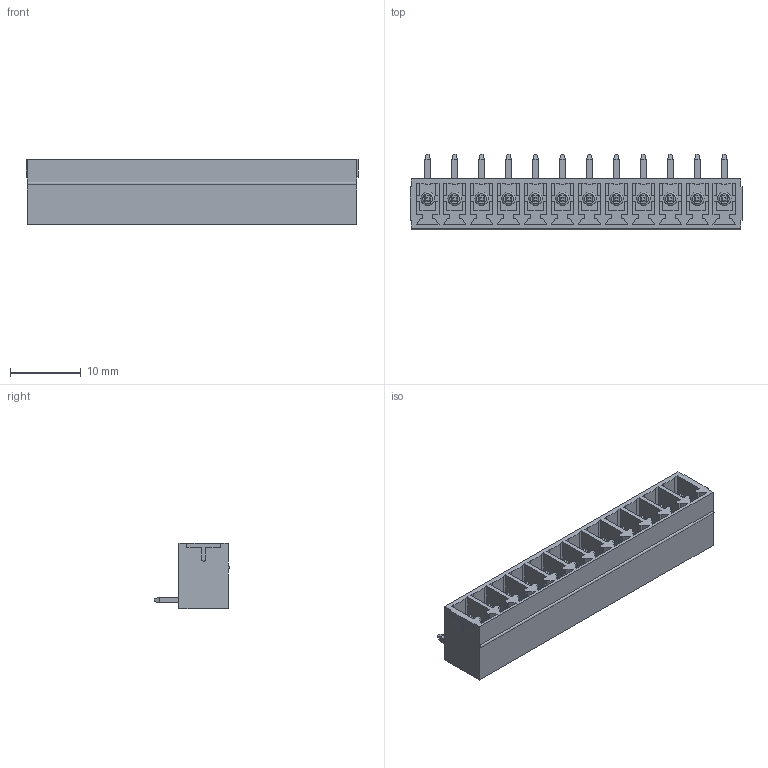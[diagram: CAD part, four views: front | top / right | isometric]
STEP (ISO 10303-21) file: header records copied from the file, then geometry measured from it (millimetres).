
FILE_DESCRIPTION( ( 'Unknown' ), '1' );
FILE_NAME( '691322310012.stp', 'Unknown', ( 'Unknown' ), ( 'Unknown' ), 'PSStep 18.0.17', 'Unknown', ' ' );
FILE_SCHEMA( ( 'AUTOMOTIVE_DESIGN { 1 0 10303 214 1 1 1 1 }' ) );
Length unit declared in the file: millimetre
Products named in the file (3): Assem1; 6913223100xx_PIN; 691322310012
Assembly tree (13 placements, depth 2):
  Assem1
    6913223100xx_PIN  x12
    691322310012
Bounding box: 46.91 x 10.7 x 9.2 mm (x, y, z)
Volume: 1520 mm3; surface area: 4527.7 mm2
Topology: 13 solids, 13 shells, 744 faces, 1998 edges, 1292 vertices
Faces by surface type: plane 681, cylinder 51, torus 12
Full cylindrical faces by diameter (mm): 1.9 x12
Entity records: 22239 total; most frequent: CARTESIAN_POINT 3164, ORIENTED_EDGE 3110, DIRECTION 2789, EDGE_CURVE 1555, LINE 1463, VECTOR 1463, VERTEX_POINT 1038, AXIS2_PLACEMENT_3D 663
